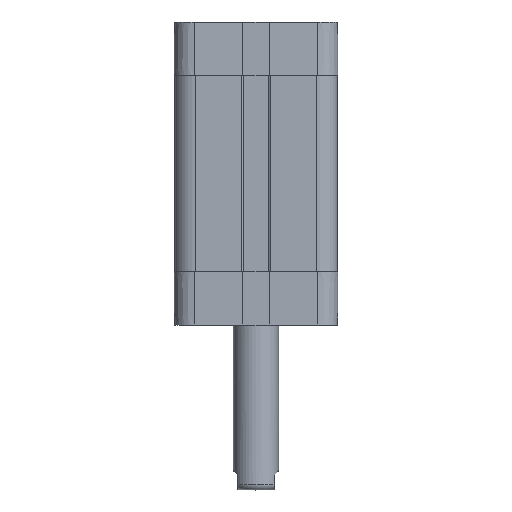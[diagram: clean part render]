
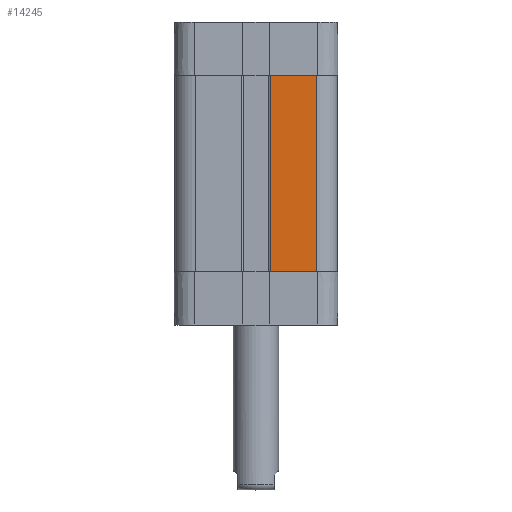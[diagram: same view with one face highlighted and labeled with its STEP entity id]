
A CAD part, top view. The second image highlights one B-rep face of the part: STEP entity #14245.
In plain terms, the highlighted planar face has unit normal (0, 0, 1).
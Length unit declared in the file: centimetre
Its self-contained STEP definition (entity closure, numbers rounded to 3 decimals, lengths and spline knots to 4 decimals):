
#1360=LINE($,#25786,#2578);
#1422=LINE($,#25963,#2640);
#1423=LINE($,#25966,#2641);
#1424=LINE($,#25967,#2642);
#2578=VECTOR($,#17983,1.025);
#2640=VECTOR($,#18173,4.35);
#2641=VECTOR($,#18176,1.025);
#2642=VECTOR($,#18177,4.35);
#3043=PLANE($,#15170);
#4036=FACE_OUTER_BOUND($,#4973,.T.);
#4973=EDGE_LOOP($,(#13159,#13160,#13161,#13162));
#7145=VERTEX_POINT($,#25783);
#7146=VERTEX_POINT($,#25785);
#7197=VERTEX_POINT($,#25961);
#7198=VERTEX_POINT($,#25965);
#9122=EDGE_CURVE($,#7146,#7145,#1360,.T.);
#9211=EDGE_CURVE($,#7197,#7145,#1422,.T.);
#9212=EDGE_CURVE($,#7197,#7198,#1423,.T.);
#9213=EDGE_CURVE($,#7198,#7146,#1424,.T.);
#13159=ORIENTED_EDGE($,*,*,#9212,.T.);
#13160=ORIENTED_EDGE($,*,*,#9213,.T.);
#13161=ORIENTED_EDGE($,*,*,#9122,.T.);
#13162=ORIENTED_EDGE($,*,*,#9211,.F.);
#14245=ADVANCED_FACE($,(#4036),#3043,.T.);
#15170=AXIS2_PLACEMENT_3D($,#25964,#18174,#18175);
#17983=DIRECTION($,(1.,0.,0.));
#18173=DIRECTION($,(0.,-1.,0.));
#18174=DIRECTION('center_axis',(0.,0.,1.));
#18175=DIRECTION('ref_axis',(1.,0.,0.));
#18176=DIRECTION($,(-1.,0.,0.));
#18177=DIRECTION($,(0.,-1.,0.));
#25783=CARTESIAN_POINT('',(1.35,-1.35,1.8));
#25785=CARTESIAN_POINT('',(0.325,-1.35,1.8));
#25786=CARTESIAN_POINT($,(0.325,-1.35,1.8));
#25961=CARTESIAN_POINT('',(1.35,3.,1.8));
#25963=CARTESIAN_POINT($,(1.35,3.,1.8));
#25964=CARTESIAN_POINT('Origin',(1.35,89.325,1.8));
#25965=CARTESIAN_POINT('',(0.325,3.,1.8));
#25966=CARTESIAN_POINT($,(1.35,3.,1.8));
#25967=CARTESIAN_POINT($,(0.325,3.,1.8));
